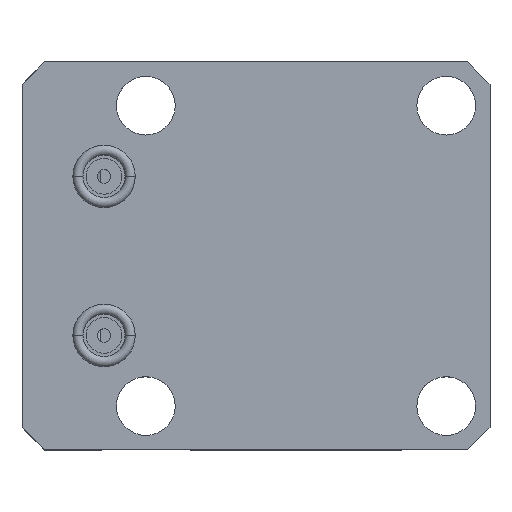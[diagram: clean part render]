
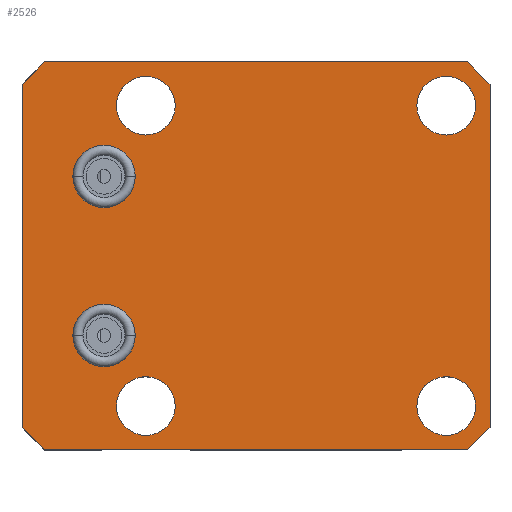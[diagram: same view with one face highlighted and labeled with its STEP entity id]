
A CAD part, top view. The second image highlights one B-rep face of the part: STEP entity #2526.
In plain terms, the highlighted planar face has unit normal (0, 0, 1).
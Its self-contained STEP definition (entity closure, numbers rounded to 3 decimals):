
#521=CARTESIAN_POINT('',(27.432,-27.432,25.019));
#522=DIRECTION('',(0.,0.,-1.));
#523=DIRECTION('',(1.,0.,0.));
#524=AXIS2_PLACEMENT_3D('',#521,#522,#523);
#526=CARTESIAN_POINT('',(27.432,-27.432,25.019));
#527=DIRECTION('',(0.,0.,-1.));
#528=DIRECTION('',(-1.,0.,0.));
#529=AXIS2_PLACEMENT_3D('',#526,#527,#528);
#531=CARTESIAN_POINT('',(27.432,27.432,25.019));
#532=DIRECTION('',(0.,0.,-1.));
#533=DIRECTION('',(1.,0.,0.));
#534=AXIS2_PLACEMENT_3D('',#531,#532,#533);
#536=CARTESIAN_POINT('',(27.432,27.432,25.019));
#537=DIRECTION('',(0.,0.,-1.));
#538=DIRECTION('',(-1.,0.,0.));
#539=AXIS2_PLACEMENT_3D('',#536,#537,#538);
#541=CARTESIAN_POINT('',(-27.432,-27.432,25.019));
#542=DIRECTION('',(0.,0.,-1.));
#543=DIRECTION('',(1.,0.,0.));
#544=AXIS2_PLACEMENT_3D('',#541,#542,#543);
#546=CARTESIAN_POINT('',(-27.432,-27.432,25.019));
#547=DIRECTION('',(0.,0.,-1.));
#548=DIRECTION('',(-1.,0.,0.));
#549=AXIS2_PLACEMENT_3D('',#546,#547,#548);
#551=CARTESIAN_POINT('',(-27.432,27.432,25.019));
#552=DIRECTION('',(0.,0.,-1.));
#553=DIRECTION('',(1.,0.,0.));
#554=AXIS2_PLACEMENT_3D('',#551,#552,#553);
#556=CARTESIAN_POINT('',(-27.432,27.432,25.019));
#557=DIRECTION('',(0.,0.,-1.));
#558=DIRECTION('',(-1.,0.,0.));
#559=AXIS2_PLACEMENT_3D('',#556,#557,#558);
#561=CARTESIAN_POINT('',(-35.077,-14.529,25.019));
#562=DIRECTION('',(0.,0.,1.));
#563=DIRECTION('',(-1.,0.,0.));
#564=AXIS2_PLACEMENT_3D('',#561,#562,#563);
#566=CARTESIAN_POINT('',(-35.077,-14.529,25.019));
#567=DIRECTION('',(0.,0.,1.));
#568=DIRECTION('',(1.,0.,0.));
#569=AXIS2_PLACEMENT_3D('',#566,#567,#568);
#571=CARTESIAN_POINT('',(-35.077,14.529,25.019));
#572=DIRECTION('',(0.,0.,1.));
#573=DIRECTION('',(-1.,0.,0.));
#574=AXIS2_PLACEMENT_3D('',#571,#572,#573);
#576=CARTESIAN_POINT('',(-35.077,14.529,25.019));
#577=DIRECTION('',(0.,0.,1.));
#578=DIRECTION('',(1.,0.,0.));
#579=AXIS2_PLACEMENT_3D('',#576,#577,#578);
#581=DIRECTION('',(0.,-1.,0.));
#582=VECTOR('',#581,62.738);
#583=CARTESIAN_POINT('',(-50.063,31.369,25.019));
#584=LINE('',#583,#582);
#585=DIRECTION('',(-0.707,-0.707,0.));
#586=VECTOR('',#585,5.747);
#587=CARTESIAN_POINT('',(-45.999,35.433,25.019));
#588=LINE('',#587,#586);
#589=DIRECTION('',(-1.,0.,0.));
#590=VECTOR('',#589,77.368);
#591=CARTESIAN_POINT('',(31.369,35.433,25.019));
#592=LINE('',#591,#590);
#593=DIRECTION('',(-0.707,0.707,0.));
#594=VECTOR('',#593,5.747);
#595=CARTESIAN_POINT('',(35.433,31.369,25.019));
#596=LINE('',#595,#594);
#597=DIRECTION('',(0.,1.,0.));
#598=VECTOR('',#597,62.738);
#599=CARTESIAN_POINT('',(35.433,-31.369,25.019));
#600=LINE('',#599,#598);
#601=DIRECTION('',(0.707,0.707,0.));
#602=VECTOR('',#601,5.747);
#603=CARTESIAN_POINT('',(31.369,-35.433,25.019));
#604=LINE('',#603,#602);
#605=DIRECTION('',(1.,0.,0.));
#606=VECTOR('',#605,77.368);
#607=CARTESIAN_POINT('',(-45.999,-35.433,25.019));
#608=LINE('',#607,#606);
#609=DIRECTION('',(0.707,-0.707,0.));
#610=VECTOR('',#609,5.747);
#611=CARTESIAN_POINT('',(-50.063,-31.369,25.019));
#612=LINE('',#611,#610);
#1579=CARTESIAN_POINT('',(-50.063,31.369,25.019));
#1580=CARTESIAN_POINT('',(-50.063,-31.369,25.019));
#1581=VERTEX_POINT('',#1579);
#1582=VERTEX_POINT('',#1580);
#1583=CARTESIAN_POINT('',(-45.999,-35.433,25.019));
#1584=CARTESIAN_POINT('',(31.369,-35.433,25.019));
#1585=VERTEX_POINT('',#1583);
#1586=VERTEX_POINT('',#1584);
#1587=CARTESIAN_POINT('',(35.433,-31.369,25.019));
#1588=CARTESIAN_POINT('',(35.433,31.369,25.019));
#1589=VERTEX_POINT('',#1587);
#1590=VERTEX_POINT('',#1588);
#1591=CARTESIAN_POINT('',(31.369,35.433,25.019));
#1592=CARTESIAN_POINT('',(-45.999,35.433,25.019));
#1593=VERTEX_POINT('',#1591);
#1594=VERTEX_POINT('',#1592);
#1619=CARTESIAN_POINT('',(32.792,-27.432,25.019));
#1620=CARTESIAN_POINT('',(22.073,-27.432,25.019));
#1621=VERTEX_POINT('',#1619);
#1622=VERTEX_POINT('',#1620);
#1683=CARTESIAN_POINT('',(-40.779,-14.529,25.019));
#1684=CARTESIAN_POINT('',(-29.375,-14.529,25.019));
#1685=VERTEX_POINT('',#1683);
#1686=VERTEX_POINT('',#1684);
#1687=CARTESIAN_POINT('',(-40.779,14.529,25.019));
#1688=CARTESIAN_POINT('',(-29.375,14.529,25.019));
#1689=VERTEX_POINT('',#1687);
#1690=VERTEX_POINT('',#1688);
#1779=CARTESIAN_POINT('',(32.792,27.432,25.019));
#1780=CARTESIAN_POINT('',(22.073,27.432,25.019));
#1781=VERTEX_POINT('',#1779);
#1782=VERTEX_POINT('',#1780);
#1783=CARTESIAN_POINT('',(-22.073,-27.432,25.019));
#1784=CARTESIAN_POINT('',(-32.792,-27.432,25.019));
#1785=VERTEX_POINT('',#1783);
#1786=VERTEX_POINT('',#1784);
#1787=CARTESIAN_POINT('',(-22.073,27.432,25.019));
#1788=CARTESIAN_POINT('',(-32.792,27.432,25.019));
#1789=VERTEX_POINT('',#1787);
#1790=VERTEX_POINT('',#1788);
#2471=CARTESIAN_POINT('',(0.,0.,25.019));
#2472=DIRECTION('',(0.,0.,1.));
#2473=DIRECTION('',(1.,0.,0.));
#2474=AXIS2_PLACEMENT_3D('',#2471,#2472,#2473);
#2475=PLANE('',#2474);
#2476=ORIENTED_EDGE('',*,*,#2114,.F.);
#2478=ORIENTED_EDGE('',*,*,#2477,.F.);
#2480=ORIENTED_EDGE('',*,*,#2479,.F.);
#2482=ORIENTED_EDGE('',*,*,#2481,.F.);
#2484=ORIENTED_EDGE('',*,*,#2483,.F.);
#2486=ORIENTED_EDGE('',*,*,#2485,.F.);
#2488=ORIENTED_EDGE('',*,*,#2487,.F.);
#2489=ORIENTED_EDGE('',*,*,#2099,.F.);
#2490=EDGE_LOOP('',(#2476,#2478,#2480,#2482,#2484,#2486,#2488,#2489));
#2491=FACE_OUTER_BOUND('',#2490,.F.);
#2493=ORIENTED_EDGE('',*,*,#2492,.F.);
#2495=ORIENTED_EDGE('',*,*,#2494,.F.);
#2496=EDGE_LOOP('',(#2493,#2495));
#2497=FACE_BOUND('',#2496,.F.);
#2499=ORIENTED_EDGE('',*,*,#2498,.F.);
#2501=ORIENTED_EDGE('',*,*,#2500,.F.);
#2502=EDGE_LOOP('',(#2499,#2501));
#2503=FACE_BOUND('',#2502,.F.);
#2505=ORIENTED_EDGE('',*,*,#2504,.F.);
#2507=ORIENTED_EDGE('',*,*,#2506,.F.);
#2508=EDGE_LOOP('',(#2505,#2507));
#2509=FACE_BOUND('',#2508,.F.);
#2511=ORIENTED_EDGE('',*,*,#2510,.F.);
#2513=ORIENTED_EDGE('',*,*,#2512,.F.);
#2514=EDGE_LOOP('',(#2511,#2513));
#2515=FACE_BOUND('',#2514,.F.);
#2516=ORIENTED_EDGE('',*,*,#2349,.T.);
#2517=ORIENTED_EDGE('',*,*,#2382,.T.);
#2518=EDGE_LOOP('',(#2516,#2517));
#2519=FACE_BOUND('',#2518,.F.);
#2521=ORIENTED_EDGE('',*,*,#2520,.T.);
#2523=ORIENTED_EDGE('',*,*,#2522,.T.);
#2524=EDGE_LOOP('',(#2521,#2523));
#2525=FACE_BOUND('',#2524,.F.);
#2526=ADVANCED_FACE('',(#2491,#2497,#2503,#2509,#2515,#2519,#2525),#2475,.T.);
#525=CIRCLE('',#524,5.36);
#530=CIRCLE('',#529,5.36);
#535=CIRCLE('',#534,5.36);
#540=CIRCLE('',#539,5.36);
#545=CIRCLE('',#544,5.36);
#550=CIRCLE('',#549,5.36);
#555=CIRCLE('',#554,5.36);
#560=CIRCLE('',#559,5.36);
#565=CIRCLE('',#564,5.702);
#570=CIRCLE('',#569,5.702);
#575=CIRCLE('',#574,5.702);
#580=CIRCLE('',#579,5.702);
#2099=EDGE_CURVE('',#1582,#1585,#612,.T.);
#2114=EDGE_CURVE('',#1581,#1582,#584,.T.);
#2349=EDGE_CURVE('',#1685,#1686,#565,.T.);
#2382=EDGE_CURVE('',#1686,#1685,#570,.T.);
#2477=EDGE_CURVE('',#1594,#1581,#588,.T.);
#2479=EDGE_CURVE('',#1593,#1594,#592,.T.);
#2481=EDGE_CURVE('',#1590,#1593,#596,.T.);
#2483=EDGE_CURVE('',#1589,#1590,#600,.T.);
#2485=EDGE_CURVE('',#1586,#1589,#604,.T.);
#2487=EDGE_CURVE('',#1585,#1586,#608,.T.);
#2492=EDGE_CURVE('',#1621,#1622,#525,.T.);
#2494=EDGE_CURVE('',#1622,#1621,#530,.T.);
#2498=EDGE_CURVE('',#1781,#1782,#535,.T.);
#2500=EDGE_CURVE('',#1782,#1781,#540,.T.);
#2504=EDGE_CURVE('',#1785,#1786,#545,.T.);
#2506=EDGE_CURVE('',#1786,#1785,#550,.T.);
#2510=EDGE_CURVE('',#1789,#1790,#555,.T.);
#2512=EDGE_CURVE('',#1790,#1789,#560,.T.);
#2520=EDGE_CURVE('',#1689,#1690,#575,.T.);
#2522=EDGE_CURVE('',#1690,#1689,#580,.T.);
